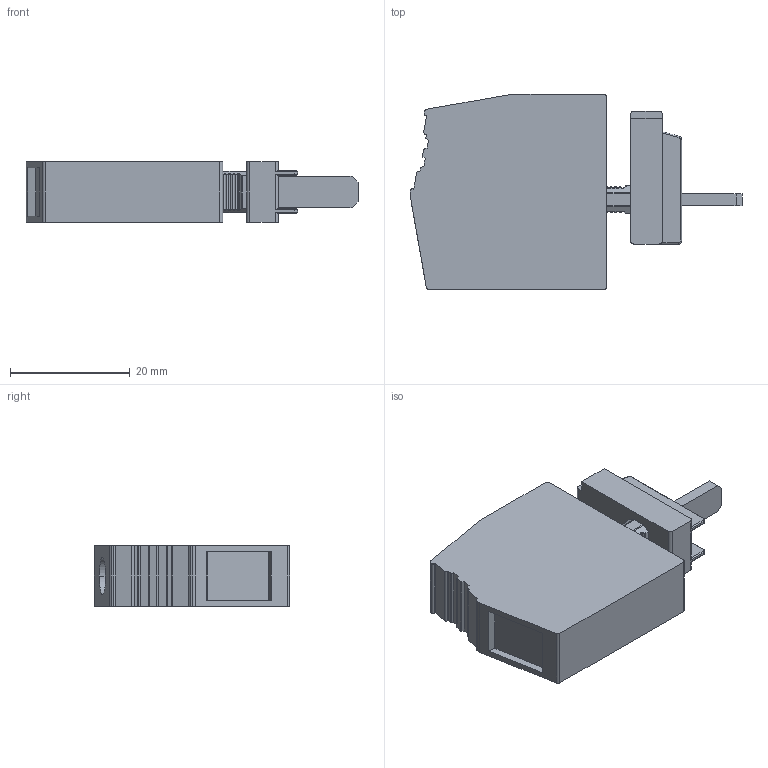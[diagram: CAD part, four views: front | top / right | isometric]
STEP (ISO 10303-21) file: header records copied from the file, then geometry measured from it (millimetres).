
FILE_DESCRIPTION((''),'2;1');
FILE_NAME('SDK10_1A1L_3D_STEP','2016-06-29T',('Frank Ludolph'),(''),'CREO PARAMETRIC BY PTC INC, 2015290','CREO PARAMETRIC BY PTC INC, 2015290','');
FILE_SCHEMA(('CONFIG_CONTROL_DESIGN'));
Length unit declared in the file: millimetre
Products named in the file (1): SDK10_1A1L_3D_STEP
Bounding box: 55.46 x 32.6 x 10.1 mm (x, y, z)
Volume: 11384 mm3; surface area: 4636.1 mm2
Topology: 1 solids, 2 shells, 217 faces, 584 edges, 376 vertices
Faces by surface type: cylinder 108, plane 73, bspline 28, torus 8
Entity records: 8680 total; most frequent: CARTESIAN_POINT 3475, ORIENTED_EDGE 1168, DIRECTION 962, EDGE_CURVE 584, VERTEX_POINT 376, AXIS2_PLACEMENT_3D 329, VECTOR 304, LINE 304
